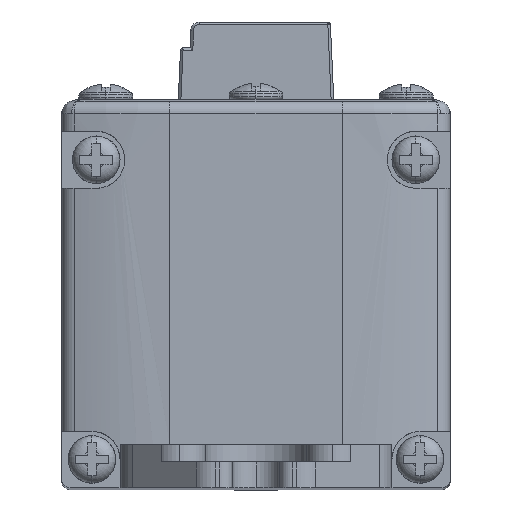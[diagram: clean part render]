
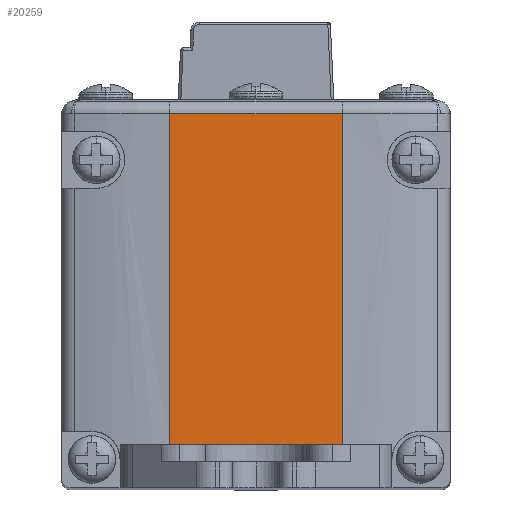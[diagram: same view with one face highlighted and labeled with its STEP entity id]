
A CAD part, top view. The second image highlights one B-rep face of the part: STEP entity #20259.
In plain terms, the highlighted planar face has unit normal (0, 0, 1).
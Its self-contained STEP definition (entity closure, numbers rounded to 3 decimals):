
#1859 = EDGE_LOOP ( 'NONE', ( #5310, #5311, #5312, #5313 ) ) ;
#5134 = VERTEX_POINT ( 'NONE', #14037 ) ;
#5310 = ORIENTED_EDGE ( 'NONE', *, *, #18892, .F. ) ;
#5311 = ORIENTED_EDGE ( 'NONE', *, *, #18893, .T. ) ;
#5312 = ORIENTED_EDGE ( 'NONE', *, *, #19099, .T. ) ;
#5313 = ORIENTED_EDGE ( 'NONE', *, *, #19047, .T. ) ;
#7882 = CARTESIAN_POINT ( 'NONE',  ( 10., 5., 63. ) ) ;
#7948 = CARTESIAN_POINT ( 'NONE',  ( -10., 43.349, 63. ) ) ;
#8027 = CARTESIAN_POINT ( 'NONE',  ( 10., 43.349, 63. ) ) ;
#9185 = VECTOR ( 'NONE', #18365, 1000. ) ;
#9189 = VECTOR ( 'NONE', #18369, 1000. ) ;
#9546 = VECTOR ( 'NONE', #11381, 1000. ) ;
#9647 = VECTOR ( 'NONE', #11608, 1000. ) ;
#11379 = LINE ( 'NONE', #11380, #9546 ) ;
#11380 = CARTESIAN_POINT ( 'NONE',  ( 22.5, 43.349, 63. ) ) ;
#11381 = DIRECTION ( 'NONE',  ( -1., 0., 0. ) ) ;
#11606 = LINE ( 'NONE', #11607, #9647 ) ;
#11607 = CARTESIAN_POINT ( 'NONE',  ( 10., 0., 63. ) ) ;
#11608 = DIRECTION ( 'NONE',  ( 0., 1., 0. ) ) ;
#13884 = VERTEX_POINT ( 'NONE', #7882 ) ;
#14014 = VERTEX_POINT ( 'NONE', #7948 ) ;
#14037 = CARTESIAN_POINT ( 'NONE',  ( -10., 5., 63. ) ) ;
#14157 = VERTEX_POINT ( 'NONE', #8027 ) ;
#18357 = CARTESIAN_POINT ( 'NONE',  ( -10., 0., 63. ) ) ;
#18358 = LINE ( 'NONE', #18357, #9185 ) ;
#18365 = DIRECTION ( 'NONE',  ( 0., 1., 0. ) ) ;
#18366 = LINE ( 'NONE', #18368, #9189 ) ;
#18368 = CARTESIAN_POINT ( 'NONE',  ( 22.5, 5., 63. ) ) ;
#18369 = DIRECTION ( 'NONE',  ( 1., 0., 0. ) ) ;
#18892 = EDGE_CURVE ( 'NONE', #5134, #14014, #18358, .T. ) ;
#18893 = EDGE_CURVE ( 'NONE', #5134, #13884, #18366, .T. ) ;
#19047 = EDGE_CURVE ( 'NONE', #14157, #14014, #11379, .T. ) ;
#19099 = EDGE_CURVE ( 'NONE', #13884, #14157, #11606, .T. ) ;
#20259 = ADVANCED_FACE ( 'NONE', ( #21805 ), #21807, .T. ) ;
#20976 = AXIS2_PLACEMENT_3D ( 'NONE', #21804, #21810, #21811 ) ;
#21804 = CARTESIAN_POINT ( 'NONE',  ( 22.5, 45., 63. ) ) ;
#21805 = FACE_OUTER_BOUND ( 'NONE', #1859, .T. ) ;
#21807 = PLANE ( 'NONE',  #20976 ) ;
#21810 = DIRECTION ( 'NONE',  ( 0., 0., 1. ) ) ;
#21811 = DIRECTION ( 'NONE',  ( 1., 0., 0. ) ) ;
